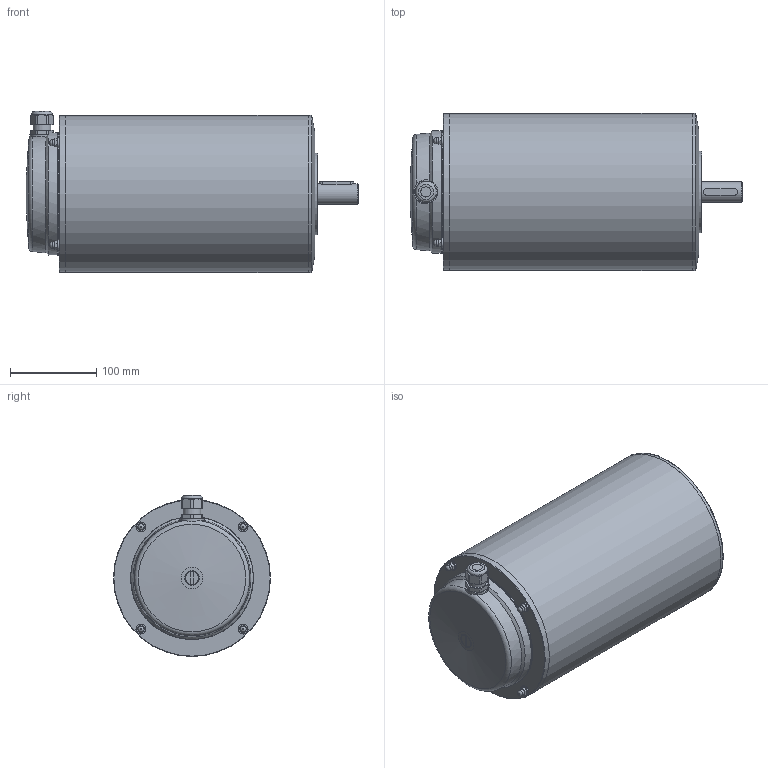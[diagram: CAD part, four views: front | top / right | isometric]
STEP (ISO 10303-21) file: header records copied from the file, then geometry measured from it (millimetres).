
FILE_DESCRIPTION(/* description */ ('Unknown'),/* implementation_level */ '2;1');
FILE_NAME(/* name */ 'APMEKH6JTENN4KCR2-N---NNN',/* time_stamp */ '2024-03-15T08:12:51+01:00',/* author */ ('Unknown'),/* organization */ ('Unknown'),/* preprocessor_version */ 'ST-DEVELOPER v18.104',/* originating_system */ 'Solid Edge',/* authorisation */ 'Unknown');
FILE_SCHEMA (('AUTOMOTIVE_DESIGN {1 0 10303 214 3 1 1}'));
Length unit declared in the file: millimetre
Products named in the file (1): APMEKH6JTENN4KCR2-N---NNN
Bounding box: 386 x 182.6 x 187.3 mm (x, y, z)
Volume: 8327429.5 mm3; surface area: 247972.2 mm2
Topology: 1 solids, 1 shells, 156 faces, 350 edges, 225 vertices
Faces by surface type: plane 75, cylinder 50, cone 22, torus 9
Full cylindrical faces by diameter (mm): 6.647 x10, 7 x4, 8.4 x1, 11.5 x4, 12 x1, 20.6 x1, 23.7 x1, 24 x1, 30 x1, 82 x1, 95 x1, 143 x1, 182.599 x1, 182.6 x2
Entity records: 5059 total; most frequent: CARTESIAN_POINT 731, DIRECTION 688, ORIENTED_EDGE 548, AXIS2_PLACEMENT_3D 277, EDGE_CURVE 274, FACE_BOUND 244, EDGE_LOOP 243, VERTEX_POINT 208
